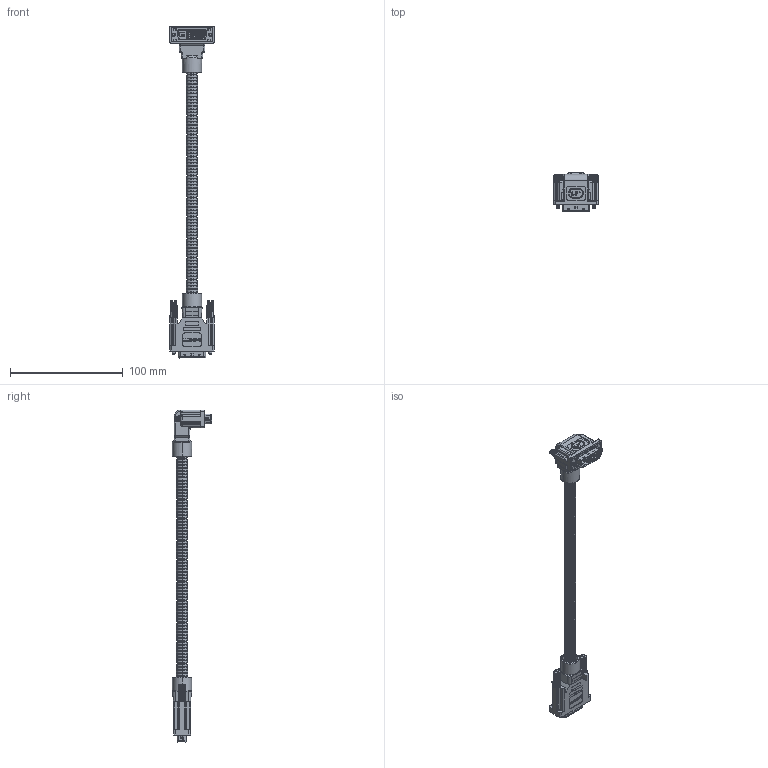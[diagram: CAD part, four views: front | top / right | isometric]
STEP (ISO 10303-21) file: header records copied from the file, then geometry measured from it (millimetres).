
FILE_DESCRIPTION (( 'STEP AP214' ), '1' );
FILE_NAME ('CTLDVIRAPL.STEP', '2013-04-22T18:33:37', ( 'x' ), ( '' ), 'SwSTEP 2.0', 'SolidWorks 2012', '' );
FILE_SCHEMA (( 'AUTOMOTIVE_DESIGN' ));
Length unit declared in the file: millimetre
Products named in the file (10): 1AJ02-035___; MTN-772_NEW LOGO; MTN-773_MALE DL; MTN-546; dvi-DL(24+1)MM+inner molding_默认1; MTN-773___; DVI RA END THUMBSCREW FOR SP60512___; 3AC13-002; CTLDVIRAPL
Assembly tree (13 placements, depth 3):
  CTLDVIRAPL
    3AC13-002  x2
    DVI RA END THUMBSCREW FOR SP60512___  x2
    MTN-773_MALE DL
      MTN-773___
      dvi-DL(24+1)MM+inner molding_默认1
      MTN-546
    MTN-772_NEW LOGO
      MTN-772_NEW LOGO
      1AJ02-035___  x2
      dvi-DL(24+1)MM+inner molding_默认1
Bounding box: 39.09 x 34.68 x 294.04 mm (x, y, z)
Volume: 42000.3 mm3; surface area: 52515.8 mm2
Topology: 25 solids, 25 shells, 4737 faces, 11157 edges, 6630 vertices
Faces by surface type: plane 1752, cylinder 1233, bspline 950, cone 742, torus 44, sphere 16
Entity records: 91782 total; most frequent: CARTESIAN_POINT 31454, ORIENTED_EDGE 12812, DIRECTION 11189, EDGE_CURVE 6406, VERTEX_POINT 3851, LINE 3759, VECTOR 3759, AXIS2_PLACEMENT_3D 3715
